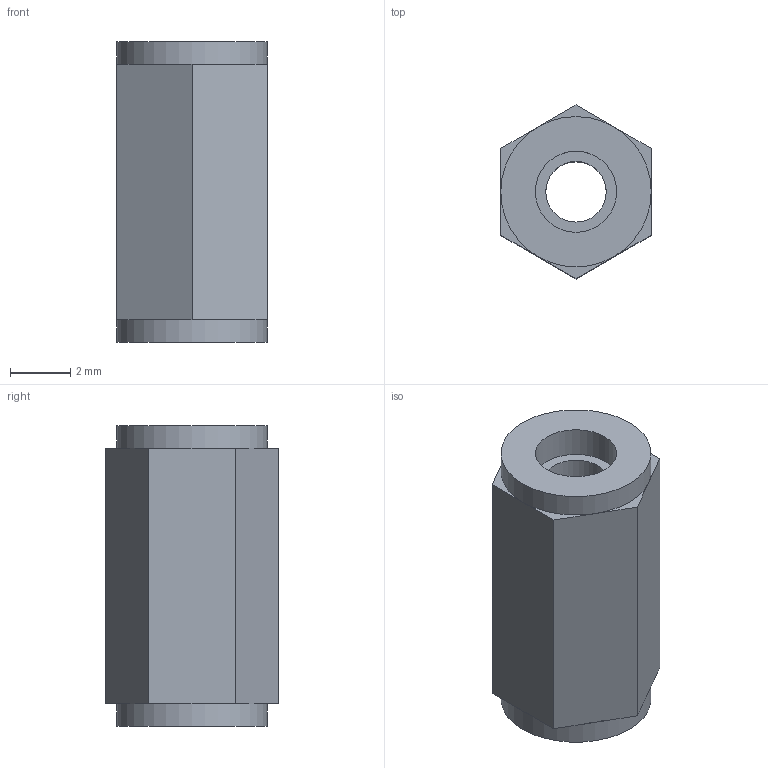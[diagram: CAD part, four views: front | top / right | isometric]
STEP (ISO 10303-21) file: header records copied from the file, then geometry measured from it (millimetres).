
FILE_DESCRIPTION(/* description */ ('ABP 2550 10'),/* implementation_level */ '2;1');
FILE_NAME(/* name */ 'ABP 2550 10.stp',/* time_stamp */ '2020-05-27T10:37:05+02:00',/* author */ ('Lochen'),/* organization */ (''),/* preprocessor_version */ 'ST-DEVELOPER v18',/* originating_system */ 'Autodesk Inventor 2020',/* authorisation */ '');
FILE_SCHEMA (('AUTOMOTIVE_DESIGN { 1 0 10303 214 3 1 1 }'));
Length unit declared in the file: millimetre
Products named in the file (1): ABP 2550 10
Bounding box: 5 x 5.77 x 10 mm (x, y, z)
Volume: 176.6 mm3; surface area: 275.3 mm2
Topology: 1 solids, 1 shells, 27 faces, 57 edges, 34 vertices
Faces by surface type: plane 22, cylinder 5
Full cylindrical faces by diameter (mm): 2.013 x1, 2.7 x2, 5 x2
Entity records: 771 total; most frequent: DIRECTION 135, CARTESIAN_POINT 119, ORIENTED_EDGE 114, EDGE_CURVE 57, AXIS2_PLACEMENT_3D 50, LINE 35, VECTOR 35, VERTEX_POINT 34
